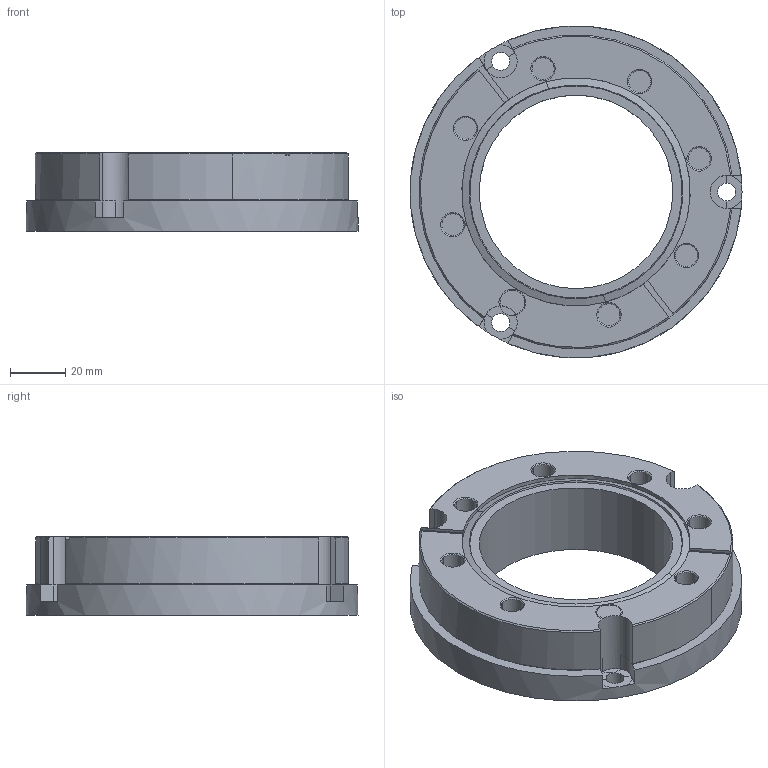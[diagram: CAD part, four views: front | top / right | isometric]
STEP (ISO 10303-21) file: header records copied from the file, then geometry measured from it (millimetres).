
FILE_DESCRIPTION(('FreeCAD Model'),'2;1');
FILE_NAME('Open CASCADE Shape Model','2023-11-08T17:46:30',(''),(''), 'Open CASCADE STEP processor 7.6','FreeCAD','Unknown');
FILE_SCHEMA(('AUTOMOTIVE_DESIGN { 1 0 10303 214 1 1 1 1 }'));
Length unit declared in the file: millimetre
Products named in the file (1): Cut001
Bounding box: 120 x 120 x 28.5 mm (x, y, z)
Volume: 174689.4 mm3; surface area: 37200.4 mm2
Topology: 1 solids, 1 shells, 127 faces, 301 edges, 182 vertices
Faces by surface type: plane 49, cone 43, cylinder 35
Full cylindrical faces by diameter (mm): 6.5 x3, 70 x1, 92 x1, 100 x1, 120 x1
Entity records: 3714 total; most frequent: DIRECTION 718, CARTESIAN_POINT 623, ORIENTED_EDGE 602, EDGE_CURVE 301, AXIS2_PLACEMENT_3D 293, VERTEX_POINT 182, CIRCLE 153, FACE_BOUND 141
